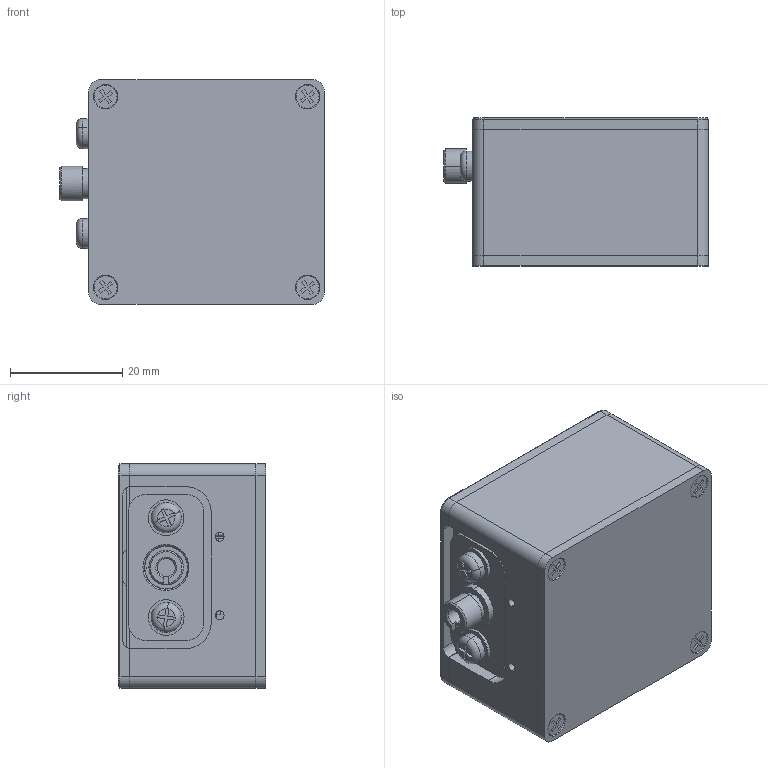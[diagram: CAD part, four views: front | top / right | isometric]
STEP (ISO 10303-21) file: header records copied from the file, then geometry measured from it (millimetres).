
FILE_DESCRIPTION (( 'STEP AP214' ), '1' );
FILE_NAME ('OCEAN-ST_CC.STEP', '2023-03-07T23:46:41', ( '' ), ( '' ), 'SwSTEP 2.0', 'SolidWorks 2019', '' );
FILE_SCHEMA (( 'AUTOMOTIVE_DESIGN' ));
Length unit declared in the file: inch
Products named in the file (1): OCEAN-ST_CC
Bounding box: 47.19 x 26.36 x 40 mm (x, y, z)
Surface area: 21872.4 mm2 (no closed solid volume)
Topology: 0 solids, 77 shells, 4003 faces, 9860 edges, 5954 vertices
Faces by surface type: plane 2364, cylinder 1058, bspline 235, sphere 228, torus 69, cone 49
Entity records: 178802 total; most frequent: CARTESIAN_POINT 33885, ORIENTED_EDGE 19184, DIRECTION 18446, EDGE_CURVE 9616, VECTOR 6834, LINE 6834, VERTEX_POINT 5954, AXIS2_PLACEMENT_3D 5806
